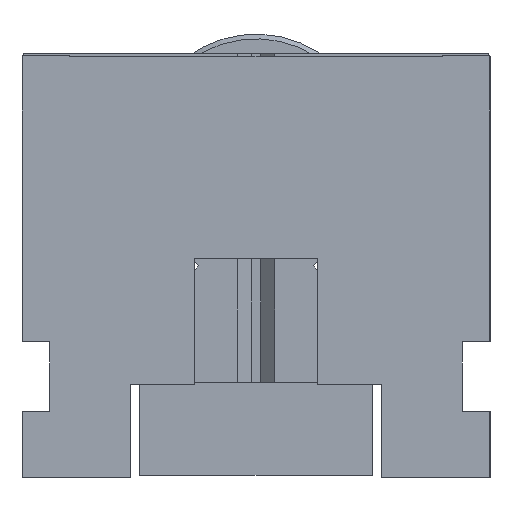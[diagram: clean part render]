
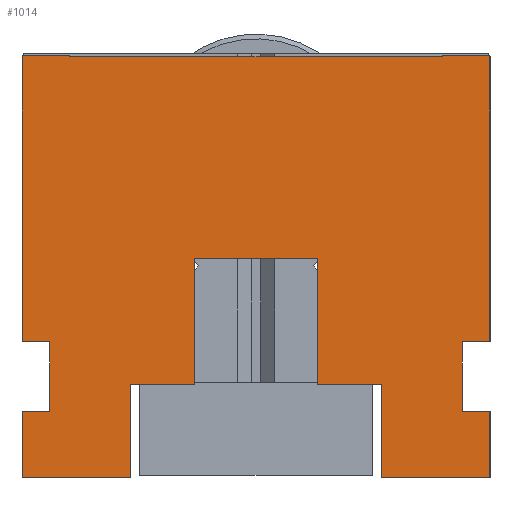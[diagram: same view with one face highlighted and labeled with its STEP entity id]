
A CAD part, left-side view. The second image highlights one B-rep face of the part: STEP entity #1014.
In plain terms, the highlighted planar face has unit normal (-1, 0, 0).
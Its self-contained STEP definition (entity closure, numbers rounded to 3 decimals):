
#153=LINE('',#4885,#407);
#154=LINE('',#4891,#408);
#157=LINE('',#4897,#411);
#164=LINE('',#4913,#418);
#179=LINE('',#4948,#433);
#185=LINE('',#4961,#439);
#187=LINE('',#4966,#441);
#190=LINE('',#4972,#444);
#192=LINE('',#4975,#446);
#193=LINE('',#4977,#447);
#194=LINE('',#4979,#448);
#195=LINE('',#4980,#449);
#196=LINE('',#4982,#450);
#197=LINE('',#4984,#451);
#198=LINE('',#4985,#452);
#199=LINE('',#4987,#453);
#200=LINE('',#4988,#454);
#201=LINE('',#4990,#455);
#202=LINE('',#4992,#456);
#203=LINE('',#4994,#457);
#204=LINE('',#4996,#458);
#205=LINE('',#4997,#459);
#206=LINE('',#4999,#460);
#207=LINE('',#5001,#461);
#407=VECTOR('',#3711,1.);
#408=VECTOR('',#3718,1.);
#411=VECTOR('',#3723,1.);
#418=VECTOR('',#3732,1.);
#433=VECTOR('',#3755,1.);
#439=VECTOR('',#3763,1.);
#441=VECTOR('',#3767,1.);
#444=VECTOR('',#3772,1.);
#446=VECTOR('',#3776,1.);
#447=VECTOR('',#3777,1.);
#448=VECTOR('',#3778,1.);
#449=VECTOR('',#3779,1.);
#450=VECTOR('',#3780,1.);
#451=VECTOR('',#3781,1.);
#452=VECTOR('',#3782,1.);
#453=VECTOR('',#3783,1.);
#454=VECTOR('',#3784,1.);
#455=VECTOR('',#3785,1.);
#456=VECTOR('',#3786,1.);
#457=VECTOR('',#3787,1.);
#458=VECTOR('',#3788,1.);
#459=VECTOR('',#3789,1.);
#460=VECTOR('',#3790,1.);
#461=VECTOR('',#3791,1.);
#1014=ADVANCED_FACE('',(#1219),#1134,.T.);
#1134=PLANE('',#3143);
#1219=FACE_OUTER_BOUND('',#1469,.T.);
#1469=EDGE_LOOP('',(#1977,#1978,#1979,#1980,#1981,#1982,#1983,#1984,#1985,
#1986,#1987,#1988,#1989,#1990,#1991,#1992,#1993,#1994,#1995,#1996,#1997,
#1998,#1999,#2000));
#1977=ORIENTED_EDGE('',*,*,#2724,.T.);
#1978=ORIENTED_EDGE('',*,*,#2749,.T.);
#1979=ORIENTED_EDGE('',*,*,#2754,.F.);
#1980=ORIENTED_EDGE('',*,*,#2755,.F.);
#1981=ORIENTED_EDGE('',*,*,#2756,.F.);
#1982=ORIENTED_EDGE('',*,*,#2714,.T.);
#1983=ORIENTED_EDGE('',*,*,#2711,.F.);
#1984=ORIENTED_EDGE('',*,*,#2757,.T.);
#1985=ORIENTED_EDGE('',*,*,#2758,.T.);
#1986=ORIENTED_EDGE('',*,*,#2759,.T.);
#1987=ORIENTED_EDGE('',*,*,#2717,.F.);
#1988=ORIENTED_EDGE('',*,*,#2760,.T.);
#1989=ORIENTED_EDGE('',*,*,#2761,.F.);
#1990=ORIENTED_EDGE('',*,*,#2741,.F.);
#1991=ORIENTED_EDGE('',*,*,#2762,.F.);
#1992=ORIENTED_EDGE('',*,*,#2763,.F.);
#1993=ORIENTED_EDGE('',*,*,#2764,.F.);
#1994=ORIENTED_EDGE('',*,*,#2765,.F.);
#1995=ORIENTED_EDGE('',*,*,#2766,.F.);
#1996=ORIENTED_EDGE('',*,*,#2747,.T.);
#1997=ORIENTED_EDGE('',*,*,#2752,.T.);
#1998=ORIENTED_EDGE('',*,*,#2767,.F.);
#1999=ORIENTED_EDGE('',*,*,#2768,.F.);
#2000=ORIENTED_EDGE('',*,*,#2769,.F.);
#2395=VERTEX_POINT('',#4859);
#2408=VERTEX_POINT('',#4884);
#2411=VERTEX_POINT('',#4892);
#2413=VERTEX_POINT('',#4898);
#2414=VERTEX_POINT('',#4899);
#2420=VERTEX_POINT('',#4912);
#2421=VERTEX_POINT('',#4914);
#2435=VERTEX_POINT('',#4946);
#2437=VERTEX_POINT('',#4949);
#2439=VERTEX_POINT('',#4955);
#2442=VERTEX_POINT('',#4960);
#2443=VERTEX_POINT('',#4964);
#2445=VERTEX_POINT('',#4970);
#2447=VERTEX_POINT('',#4976);
#2448=VERTEX_POINT('',#4978);
#2449=VERTEX_POINT('',#4981);
#2450=VERTEX_POINT('',#4983);
#2451=VERTEX_POINT('',#4986);
#2452=VERTEX_POINT('',#4989);
#2453=VERTEX_POINT('',#4991);
#2454=VERTEX_POINT('',#4993);
#2455=VERTEX_POINT('',#4995);
#2456=VERTEX_POINT('',#4998);
#2457=VERTEX_POINT('',#5000);
#2711=EDGE_CURVE('',#2408,#2395,#153,.T.);
#2714=EDGE_CURVE('',#2411,#2395,#154,.T.);
#2717=EDGE_CURVE('',#2413,#2414,#157,.T.);
#2724=EDGE_CURVE('',#2421,#2420,#164,.T.);
#2741=EDGE_CURVE('',#2435,#2437,#179,.T.);
#2747=EDGE_CURVE('',#2439,#2442,#185,.T.);
#2749=EDGE_CURVE('',#2420,#2443,#187,.T.);
#2752=EDGE_CURVE('',#2442,#2445,#190,.T.);
#2754=EDGE_CURVE('',#2447,#2443,#192,.T.);
#2755=EDGE_CURVE('',#2448,#2447,#193,.T.);
#2756=EDGE_CURVE('',#2411,#2448,#194,.T.);
#2757=EDGE_CURVE('',#2408,#2449,#195,.T.);
#2758=EDGE_CURVE('',#2449,#2450,#196,.T.);
#2759=EDGE_CURVE('',#2450,#2414,#197,.T.);
#2760=EDGE_CURVE('',#2413,#2451,#198,.T.);
#2761=EDGE_CURVE('',#2437,#2451,#199,.T.);
#2762=EDGE_CURVE('',#2452,#2435,#200,.T.);
#2763=EDGE_CURVE('',#2453,#2452,#201,.T.);
#2764=EDGE_CURVE('',#2454,#2453,#202,.T.);
#2765=EDGE_CURVE('',#2455,#2454,#203,.T.);
#2766=EDGE_CURVE('',#2439,#2455,#204,.T.);
#2767=EDGE_CURVE('',#2456,#2445,#205,.T.);
#2768=EDGE_CURVE('',#2457,#2456,#206,.T.);
#2769=EDGE_CURVE('',#2421,#2457,#207,.T.);
#3143=AXIS2_PLACEMENT_3D('',#5002,#3792,#3793);
#3711=DIRECTION('',(0.,0.,1.));
#3718=DIRECTION('',(0.,1.,0.));
#3723=DIRECTION('',(0.,0.,1.));
#3732=DIRECTION('',(0.,0.,1.));
#3755=DIRECTION('',(0.,1.,0.));
#3763=DIRECTION('',(0.,-1.,0.));
#3767=DIRECTION('',(0.,1.,0.));
#3772=DIRECTION('',(0.,0.,1.));
#3776=DIRECTION('',(0.,0.,1.));
#3777=DIRECTION('',(0.,-1.,0.));
#3778=DIRECTION('',(0.,0.,-1.));
#3779=DIRECTION('',(0.,-1.,0.));
#3780=DIRECTION('',(0.,0.,-1.));
#3781=DIRECTION('',(0.,1.,0.));
#3782=DIRECTION('',(0.,-1.,0.));
#3783=DIRECTION('',(0.,0.,-1.));
#3784=DIRECTION('',(0.,0.,-1.));
#3785=DIRECTION('',(0.,1.,0.));
#3786=DIRECTION('',(0.,0.,1.));
#3787=DIRECTION('',(0.,1.,0.));
#3788=DIRECTION('',(0.,0.,1.));
#3789=DIRECTION('',(0.,-1.,0.));
#3790=DIRECTION('',(0.,0.,-1.));
#3791=DIRECTION('',(0.,1.,0.));
#3792=DIRECTION('',(-1.,0.,0.));
#3793=DIRECTION('',(0.,0.,1.));
#4859=CARTESIAN_POINT('',(-38.7,100.25,89.85));
#4884=CARTESIAN_POINT('',(-38.7,100.25,28.45));
#4885=CARTESIAN_POINT('',(-38.7,100.25,-0.75));
#4891=CARTESIAN_POINT('',(-38.7,50.,89.85));
#4892=CARTESIAN_POINT('',(-38.7,90.,89.85));
#4897=CARTESIAN_POINT('',(-38.7,100.25,-0.75));
#4898=CARTESIAN_POINT('',(-38.7,100.25,-0.75));
#4899=CARTESIAN_POINT('',(-38.7,100.25,13.45));
#4912=CARTESIAN_POINT('',(-38.7,-0.25,89.85));
#4913=CARTESIAN_POINT('',(-38.7,-0.25,-0.75));
#4914=CARTESIAN_POINT('',(-38.7,-0.25,28.45));
#4946=CARTESIAN_POINT('',(-38.7,63.25,19.25));
#4948=CARTESIAN_POINT('',(-38.7,50.,19.25));
#4949=CARTESIAN_POINT('',(-38.7,77.,19.25));
#4955=CARTESIAN_POINT('',(-38.7,23.,-0.75));
#4960=CARTESIAN_POINT('',(-38.7,-0.25,-0.75));
#4961=CARTESIAN_POINT('',(-38.7,50.,-0.75));
#4964=CARTESIAN_POINT('',(-38.7,10.,89.85));
#4966=CARTESIAN_POINT('',(-38.7,50.,89.85));
#4970=CARTESIAN_POINT('',(-38.7,-0.25,13.45));
#4972=CARTESIAN_POINT('',(-38.7,-0.25,-0.75));
#4975=CARTESIAN_POINT('',(-38.7,10.,-0.75));
#4976=CARTESIAN_POINT('',(-38.7,10.,89.65));
#4977=CARTESIAN_POINT('',(-38.7,50.,89.65));
#4978=CARTESIAN_POINT('',(-38.7,90.,89.65));
#4979=CARTESIAN_POINT('',(-38.7,90.,-0.75));
#4980=CARTESIAN_POINT('',(-38.7,50.,28.45));
#4981=CARTESIAN_POINT('',(-38.7,94.25,28.45));
#4982=CARTESIAN_POINT('',(-38.7,94.25,-0.75));
#4983=CARTESIAN_POINT('',(-38.7,94.25,13.45));
#4984=CARTESIAN_POINT('',(-38.7,50.,13.45));
#4985=CARTESIAN_POINT('',(-38.7,50.,-0.75));
#4986=CARTESIAN_POINT('',(-38.7,77.,-0.75));
#4987=CARTESIAN_POINT('',(-38.7,77.,-0.75));
#4988=CARTESIAN_POINT('',(-38.7,63.25,-0.75));
#4989=CARTESIAN_POINT('',(-38.7,63.25,46.25));
#4990=CARTESIAN_POINT('',(-38.7,50.,46.25));
#4991=CARTESIAN_POINT('',(-38.7,36.75,46.25));
#4992=CARTESIAN_POINT('',(-38.7,36.75,-0.75));
#4993=CARTESIAN_POINT('',(-38.7,36.75,19.25));
#4994=CARTESIAN_POINT('',(-38.7,50.,19.25));
#4995=CARTESIAN_POINT('',(-38.7,23.,19.25));
#4996=CARTESIAN_POINT('',(-38.7,23.,-0.75));
#4997=CARTESIAN_POINT('',(-38.7,50.,13.45));
#4998=CARTESIAN_POINT('',(-38.7,5.75,13.45));
#4999=CARTESIAN_POINT('',(-38.7,5.75,-0.75));
#5000=CARTESIAN_POINT('',(-38.7,5.75,28.45));
#5001=CARTESIAN_POINT('',(-38.7,50.,28.45));
#5002=CARTESIAN_POINT('',(-38.7,50.,-0.75));
